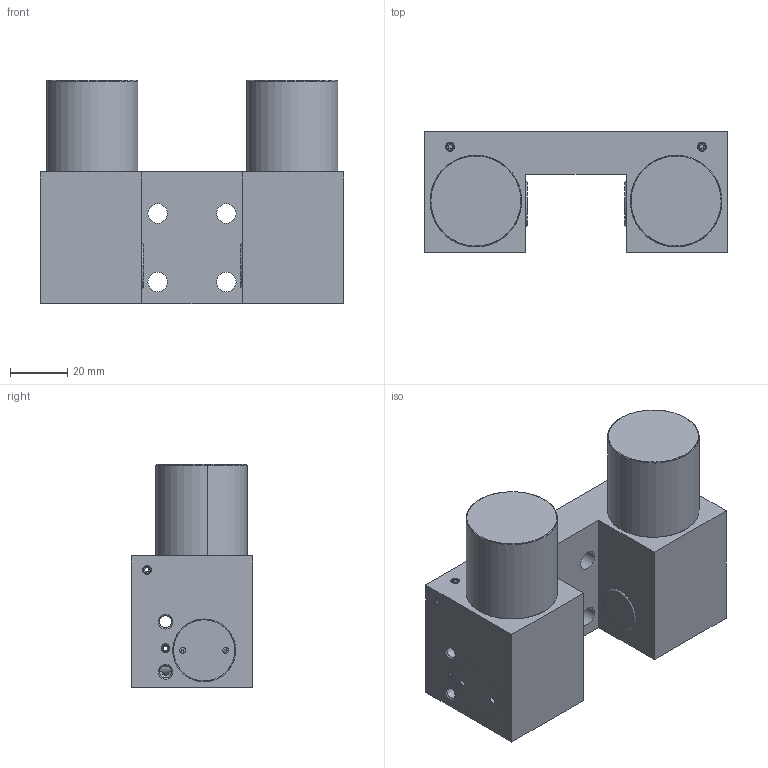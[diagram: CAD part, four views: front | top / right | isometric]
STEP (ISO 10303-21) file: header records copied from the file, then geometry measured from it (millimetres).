
FILE_DESCRIPTION((''),'2;1');
FILE_NAME('FRC35T02_SEM-DEM_SW0001','2011-11-07T',('Anacleto'),(''),'PRO/ENGINEER BY PARAMETRIC TECHNOLOGY CORPORATION, 2010020','PRO/ENGINEER BY PARAMETRIC TECHNOLOGY CORPORATION, 2010020','');
FILE_SCHEMA(('CONFIG_CONTROL_DESIGN'));
Length unit declared in the file: millimetre
Products named in the file (1): FRC35T02_SEM-DEM_SW0001
Bounding box: 106 x 42.5 x 78 mm (x, y, z)
Surface area: 31011.8 mm2 (no closed solid volume)
Topology: 0 solids, 19 shells, 130 faces, 466 edges, 344 vertices
Faces by surface type: cone 70, cylinder 20, sphere 20, plane 16, torus 4
Entity records: 5596 total; most frequent: CARTESIAN_POINT 1480, DIRECTION 956, ORIENTED_EDGE 700, EDGE_CURVE 466, AXIS2_PLACEMENT_3D 420, VERTEX_POINT 344, CIRCLE 290, EDGE_LOOP 162
